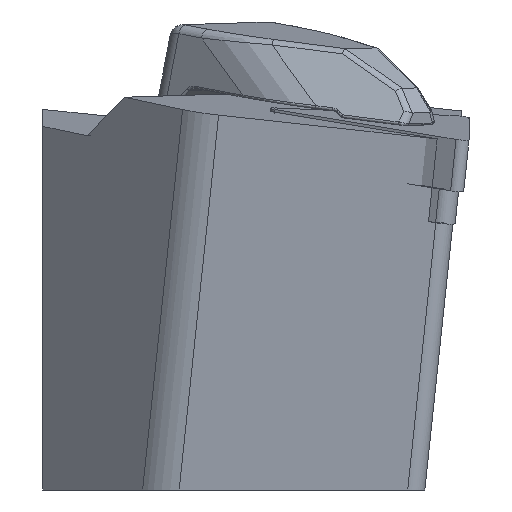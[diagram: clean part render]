
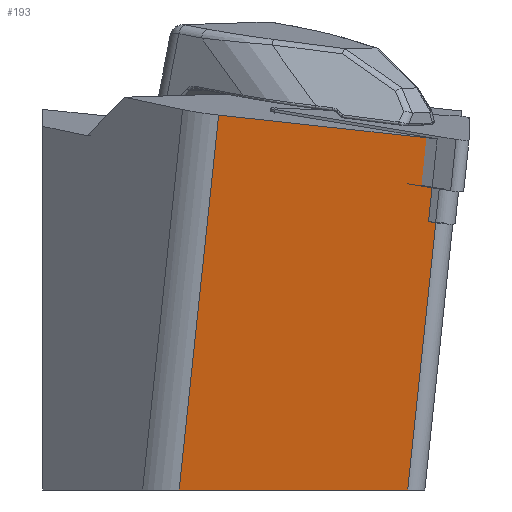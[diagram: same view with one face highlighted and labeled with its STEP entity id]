
A CAD part, left-side view. The second image highlights one B-rep face of the part: STEP entity #193.
In plain terms, the highlighted planar face has unit normal (-0.994, 0.052, -0.1).
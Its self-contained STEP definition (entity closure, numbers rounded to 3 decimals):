
#193=ADVANCED_FACE('',(#358),#309,.F.);
#309=PLANE('',#2027);
#358=FACE_OUTER_BOUND('',#469,.T.);
#469=EDGE_LOOP('',(#954,#955,#956,#957,#958,#959,#960));
#597=LINE('',#2847,#760);
#615=LINE('',#2883,#778);
#616=LINE('',#2886,#779);
#617=LINE('',#2888,#780);
#618=LINE('',#2889,#781);
#619=LINE('',#2891,#782);
#620=LINE('',#2893,#783);
#760=VECTOR('',#2255,1.);
#778=VECTOR('',#2283,1.);
#779=VECTOR('',#2284,1.);
#780=VECTOR('',#2285,1.);
#781=VECTOR('',#2286,1.);
#782=VECTOR('',#2287,1.);
#783=VECTOR('',#2288,1.);
#954=ORIENTED_EDGE('',*,*,#1702,.T.);
#955=ORIENTED_EDGE('',*,*,#1703,.T.);
#956=ORIENTED_EDGE('',*,*,#1704,.T.);
#957=ORIENTED_EDGE('',*,*,#1684,.F.);
#958=ORIENTED_EDGE('',*,*,#1705,.T.);
#959=ORIENTED_EDGE('',*,*,#1706,.F.);
#960=ORIENTED_EDGE('',*,*,#1707,.F.);
#1494=VERTEX_POINT('',#2834);
#1500=VERTEX_POINT('',#2846);
#1514=VERTEX_POINT('',#2884);
#1515=VERTEX_POINT('',#2885);
#1516=VERTEX_POINT('',#2887);
#1517=VERTEX_POINT('',#2890);
#1518=VERTEX_POINT('',#2892);
#1684=EDGE_CURVE('',#1500,#1494,#597,.T.);
#1702=EDGE_CURVE('',#1514,#1515,#615,.T.);
#1703=EDGE_CURVE('',#1515,#1516,#616,.T.);
#1704=EDGE_CURVE('',#1516,#1494,#617,.T.);
#1705=EDGE_CURVE('',#1500,#1517,#618,.T.);
#1706=EDGE_CURVE('',#1518,#1517,#619,.T.);
#1707=EDGE_CURVE('',#1514,#1518,#620,.T.);
#2027=AXIS2_PLACEMENT_3D('',#2894,#2289,#2290);
#2255=DIRECTION('',(-0.041,-0.993,-0.109));
#2283=DIRECTION('',(0.041,0.993,0.109));
#2284=DIRECTION('',(-0.105,-0.104,0.989));
#2285=DIRECTION('',(-0.105,-0.104,0.989));
#2286=DIRECTION('',(0.105,0.104,-0.989));
#2287=DIRECTION('',(0.052,0.999,0.));
#2288=DIRECTION('',(0.105,0.104,-0.989));
#2289=DIRECTION('',(0.994,-0.052,0.1));
#2290=DIRECTION('',(0.1,0.,-0.995));
#2834=CARTESIAN_POINT('',(1.614,-36.08,0.124));
#2846=CARTESIAN_POINT('',(2.442,-16.077,2.314));
#2847=CARTESIAN_POINT('',(1.586,-36.752,0.051));
#2883=CARTESIAN_POINT('',(2.385,-35.958,-7.506));
#2884=CARTESIAN_POINT('',(2.385,-35.958,-7.506));
#2885=CARTESIAN_POINT('',(2.413,-35.286,-7.432));
#2886=CARTESIAN_POINT('',(1.367,-36.325,2.459));
#2887=CARTESIAN_POINT('',(2.08,-35.616,-4.287));
#2888=CARTESIAN_POINT('',(1.367,-36.325,2.459));
#2889=CARTESIAN_POINT('',(6.592,-11.95,-36.952));
#2890=CARTESIAN_POINT('',(6.069,-12.47,-32.));
#2891=CARTESIAN_POINT('',(5.015,-32.588,-32.));
#2892=CARTESIAN_POINT('',(4.973,-33.384,-32.));
#2893=CARTESIAN_POINT('',(5.736,-32.625,-39.215));
#2894=CARTESIAN_POINT('',(5.736,-32.625,-39.215));
